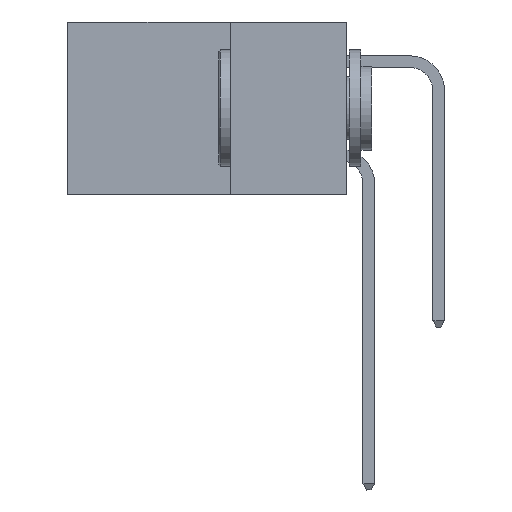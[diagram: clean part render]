
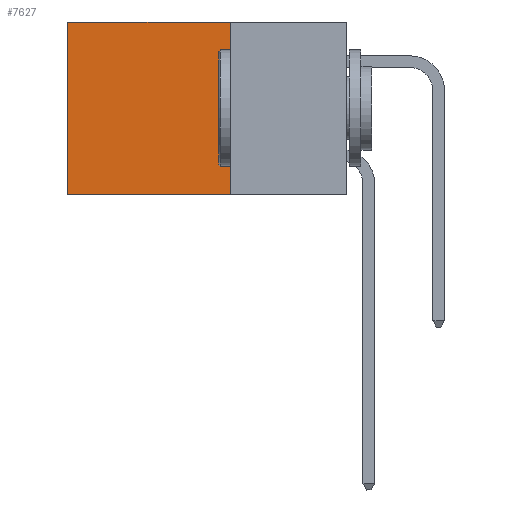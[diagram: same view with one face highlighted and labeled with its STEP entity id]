
A CAD part, left-side view. The second image highlights one B-rep face of the part: STEP entity #7627.
In plain terms, the highlighted planar face has unit normal (-1, 0, 0).
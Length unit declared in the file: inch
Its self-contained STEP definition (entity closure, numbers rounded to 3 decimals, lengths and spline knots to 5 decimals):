
#2447 = DIRECTION ( 'NONE',  ( 1., 0., 0. ) ) ;
#6001 = CARTESIAN_POINT ( 'NONE',  ( 0.2875, 0.6, -0.37 ) ) ;
#6851 = VECTOR ( 'NONE', #40962, 39.37008 ) ;
#7627 = ADVANCED_FACE ( 'NONE', ( #43768 ), #9403, .F. ) ;
#9403 = PLANE ( 'NONE',  #34027 ) ;
#10822 = VERTEX_POINT ( 'NONE', #6001 ) ;
#11187 = ORIENTED_EDGE ( 'NONE', *, *, #42083, .T. ) ;
#12882 = DIRECTION ( 'NONE',  ( 0., 0., -1. ) ) ;
#13348 = LINE ( 'NONE', #23791, #6851 ) ;
#15874 = VERTEX_POINT ( 'NONE', #16598 ) ;
#15926 = CARTESIAN_POINT ( 'NONE',  ( 0.2875, 0.25, 0. ) ) ;
#16022 = LINE ( 'NONE', #20813, #41601 ) ;
#16125 = ORIENTED_EDGE ( 'NONE', *, *, #24475, .T. ) ;
#16345 = DIRECTION ( 'NONE',  ( 0., 1., 0. ) ) ;
#16598 = CARTESIAN_POINT ( 'NONE',  ( 0.2875, 0.6, 0. ) ) ;
#17399 = ORIENTED_EDGE ( 'NONE', *, *, #33703, .F. ) ;
#18324 = CARTESIAN_POINT ( 'NONE',  ( 0.2875, 0.6, 0. ) ) ;
#19860 = CARTESIAN_POINT ( 'NONE',  ( 0.2875, 0.25, 0. ) ) ;
#20813 = CARTESIAN_POINT ( 'NONE',  ( 0.2875, 0.25, -0.37 ) ) ;
#23431 = VECTOR ( 'NONE', #16345, 39.37008 ) ;
#23791 = CARTESIAN_POINT ( 'NONE',  ( 0.2875, 0.25, 0. ) ) ;
#24178 = DIRECTION ( 'NONE',  ( 0., 1., 0. ) ) ;
#24475 = EDGE_CURVE ( 'NONE', #41673, #15874, #31062, .T. ) ;
#24494 = ORIENTED_EDGE ( 'NONE', *, *, #42274, .F. ) ;
#25180 = DIRECTION ( 'NONE',  ( 0., 0., -1. ) ) ;
#28097 = VECTOR ( 'NONE', #25180, 39.37008 ) ;
#28131 = CARTESIAN_POINT ( 'NONE',  ( 0.2875, 0.25, -0.37 ) ) ;
#28662 = LINE ( 'NONE', #18324, #28097 ) ;
#31062 = LINE ( 'NONE', #19860, #23431 ) ;
#31098 = VERTEX_POINT ( 'NONE', #28131 ) ;
#33703 = EDGE_CURVE ( 'NONE', #31098, #10822, #16022, .T. ) ;
#34027 = AXIS2_PLACEMENT_3D ( 'NONE', #15926, #2447, #12882 ) ;
#39710 = EDGE_LOOP ( 'NONE', ( #11187, #17399, #24494, #16125 ) ) ;
#40243 = CARTESIAN_POINT ( 'NONE',  ( 0.2875, 0.25, 0. ) ) ;
#40962 = DIRECTION ( 'NONE',  ( 0., 0., -1. ) ) ;
#41601 = VECTOR ( 'NONE', #24178, 39.37008 ) ;
#41673 = VERTEX_POINT ( 'NONE', #40243 ) ;
#42083 = EDGE_CURVE ( 'NONE', #15874, #10822, #28662, .T. ) ;
#42274 = EDGE_CURVE ( 'NONE', #41673, #31098, #13348, .T. ) ;
#43768 = FACE_OUTER_BOUND ( 'NONE', #39710, .T. ) ;
